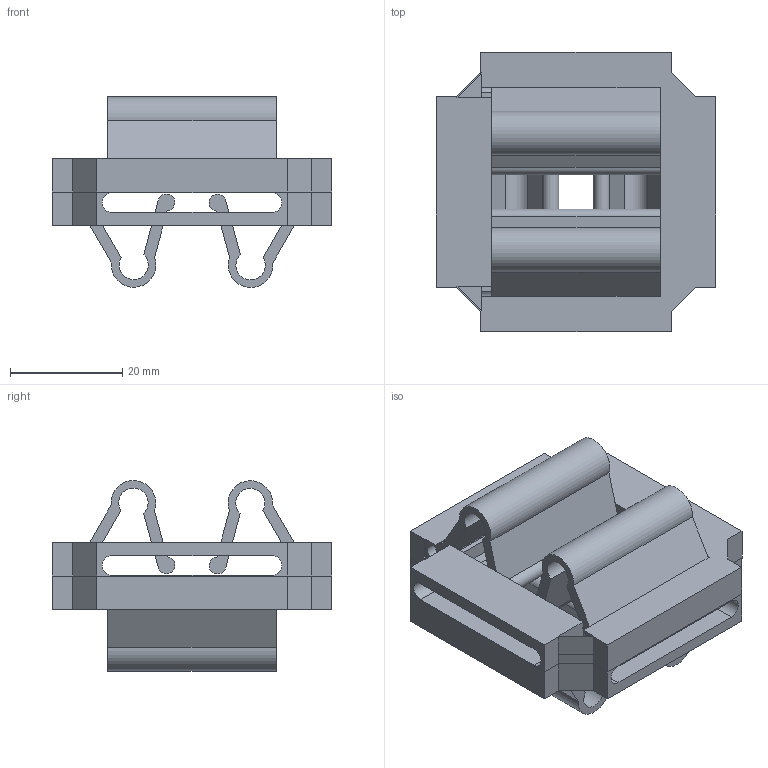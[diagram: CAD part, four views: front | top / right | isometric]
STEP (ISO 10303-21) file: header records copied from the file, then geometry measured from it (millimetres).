
FILE_DESCRIPTION(/* description */ (''),/* implementation_level */ '2;1');
FILE_NAME(/* name */ '20_Rect_Aperture_test_full.iam.step',/* time_stamp */ '2022-11-29T08:51:49+01:00',/* author */ ('UC2'),/* organization */ (''),/* preprocessor_version */ 'ST-DEVELOPER v18.1',/* originating_system */ 'Autodesk Inventor 2022',/* authorisation */ '');
FILE_SCHEMA (('AUTOMOTIVE_DESIGN { 1 0 10303 214 3 1 1 }'));
Length unit declared in the file: millimetre
Products named in the file (4): 20_Rect_Aperture_test_full; 20_Rect_Aperture_test; 20_Rect_Aperture_Insert_half_v3; 20_Rect_Aperture_door_test
Assembly tree (5 placements, depth 3):
  20_Rect_Aperture_test_full
    20_Rect_Aperture_test  x2
      20_Rect_Aperture_Insert_half_v3
      20_Rect_Aperture_door_test
Bounding box: 49.8 x 49.8 x 34.08 mm (x, y, z)
Volume: 16686.5 mm3; surface area: 21160.5 mm2
Topology: 6 solids, 6 shells, 132 faces, 356 edges, 236 vertices
Faces by surface type: plane 104, cylinder 28
Full cylindrical faces by diameter (mm): 3.4 x4
Entity records: 1925 total; most frequent: CARTESIAN_POINT 321, ORIENTED_EDGE 308, DIRECTION 308, EDGE_CURVE 154, LINE 130, VECTOR 130, VERTEX_POINT 102, AXIS2_PLACEMENT_3D 89
